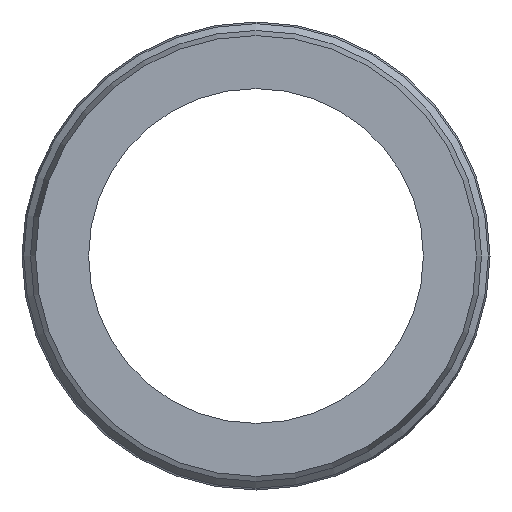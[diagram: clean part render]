
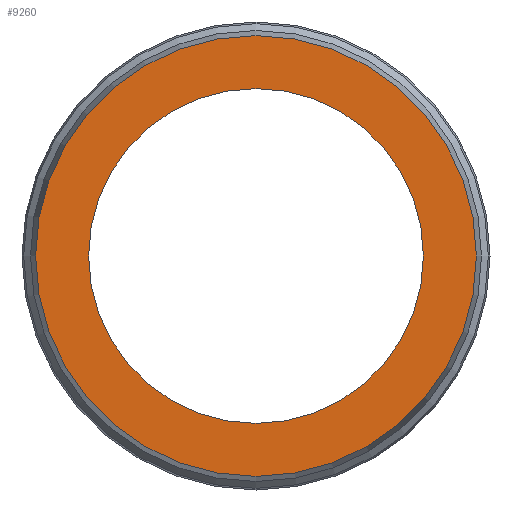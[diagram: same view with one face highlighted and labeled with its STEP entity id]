
A CAD part, front view. The second image highlights one B-rep face of the part: STEP entity #9260.
In plain terms, the highlighted planar face has unit normal (0, -1, 0).
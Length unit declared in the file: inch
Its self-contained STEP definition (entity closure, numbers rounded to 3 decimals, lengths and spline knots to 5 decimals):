
#166=CIRCLE('',#9788,0.49);
#167=CIRCLE('',#9789,0.49);
#168=CIRCLE('',#9791,0.64509);
#169=CIRCLE('',#9792,0.64509);
#219=FACE_BOUND('',#1525,.T.);
#993=FACE_OUTER_BOUND('',#1524,.T.);
#1524=EDGE_LOOP('',(#8377,#8378));
#1525=EDGE_LOOP('',(#8379,#8380));
#4414=VERTEX_POINT('',#15883);
#4415=VERTEX_POINT('',#15885);
#4416=VERTEX_POINT('',#15889);
#4417=VERTEX_POINT('',#15890);
#5736=EDGE_CURVE('',#4415,#4414,#166,.T.);
#5737=EDGE_CURVE('',#4414,#4415,#167,.T.);
#5738=EDGE_CURVE('',#4416,#4417,#168,.T.);
#5739=EDGE_CURVE('',#4417,#4416,#169,.T.);
#8377=ORIENTED_EDGE('',*,*,#5738,.F.);
#8378=ORIENTED_EDGE('',*,*,#5739,.F.);
#8379=ORIENTED_EDGE('',*,*,#5736,.T.);
#8380=ORIENTED_EDGE('',*,*,#5737,.T.);
#8742=PLANE('',#9790);
#9260=ADVANCED_FACE('',(#993,#219),#8742,.T.);
#9788=AXIS2_PLACEMENT_3D('',#15886,#11811,#11812);
#9789=AXIS2_PLACEMENT_3D('',#15887,#11813,#11814);
#9790=AXIS2_PLACEMENT_3D('',#15888,#11815,#11816);
#9791=AXIS2_PLACEMENT_3D('',#15891,#11817,#11818);
#9792=AXIS2_PLACEMENT_3D('',#15892,#11819,#11820);
#11811=DIRECTION('center_axis',(0.,1.,0.));
#11812=DIRECTION('ref_axis',(-1.,0.,0.));
#11813=DIRECTION('center_axis',(0.,1.,0.));
#11814=DIRECTION('ref_axis',(-1.,0.,0.));
#11815=DIRECTION('center_axis',(0.,-1.,0.));
#11816=DIRECTION('ref_axis',(0.,0.,-1.));
#11817=DIRECTION('center_axis',(0.,1.,0.));
#11818=DIRECTION('ref_axis',(-1.,0.,0.));
#11819=DIRECTION('center_axis',(0.,1.,0.));
#11820=DIRECTION('ref_axis',(-1.,0.,0.));
#15883=CARTESIAN_POINT('',(0.49,-5.75,0.));
#15885=CARTESIAN_POINT('',(-0.49,-5.75,0.));
#15886=CARTESIAN_POINT('Origin',(0.,-5.75,0.));
#15887=CARTESIAN_POINT('Origin',(0.,-5.75,0.));
#15888=CARTESIAN_POINT('Origin',(-0.56755,-5.75,0.));
#15889=CARTESIAN_POINT('',(-0.64509,-5.75,0.));
#15890=CARTESIAN_POINT('',(0.64509,-5.75,0.));
#15891=CARTESIAN_POINT('Origin',(0.,-5.75,0.));
#15892=CARTESIAN_POINT('Origin',(0.,-5.75,0.));
